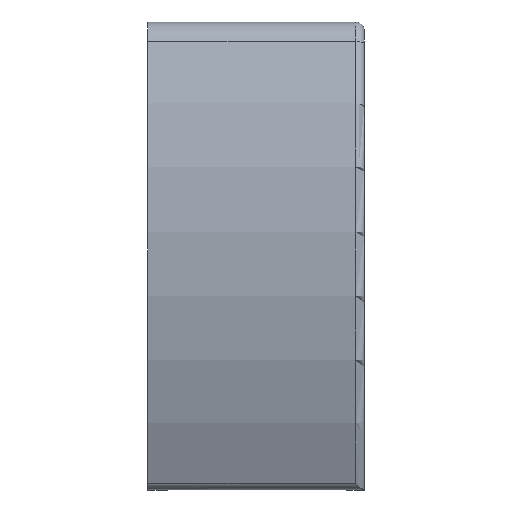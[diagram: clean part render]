
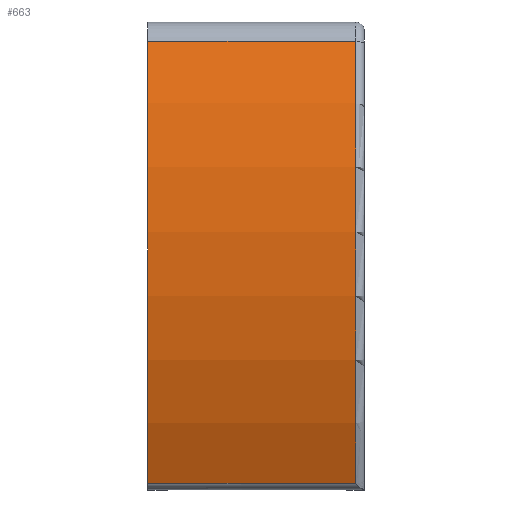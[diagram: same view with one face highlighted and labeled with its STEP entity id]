
A CAD part, top view. The second image highlights one B-rep face of the part: STEP entity #663.
In plain terms, the highlighted cylindrical face has radius 100 mm (diameter 200 mm), a partial arc.
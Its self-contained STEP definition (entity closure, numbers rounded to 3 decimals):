
#64=FACE_OUTER_BOUND('',#108,.T.);
#108=EDGE_LOOP('',(#540,#541,#542,#543));
#156=CIRCLE('',#728,100.);
#159=CIRCLE('',#733,100.);
#201=LINE('',#1114,#253);
#206=LINE('',#1137,#258);
#253=VECTOR('',#871,10.);
#258=VECTOR('',#900,1.);
#317=VERTEX_POINT('',#1100);
#318=VERTEX_POINT('',#1113);
#322=VERTEX_POINT('',#1127);
#324=VERTEX_POINT('',#1135);
#392=EDGE_CURVE('',#318,#317,#201,.T.);
#400=EDGE_CURVE('',#322,#318,#156,.F.);
#404=EDGE_CURVE('',#317,#324,#159,.T.);
#405=EDGE_CURVE('',#322,#324,#206,.T.);
#540=ORIENTED_EDGE('',*,*,#392,.T.);
#541=ORIENTED_EDGE('',*,*,#404,.T.);
#542=ORIENTED_EDGE('',*,*,#405,.F.);
#543=ORIENTED_EDGE('',*,*,#400,.T.);
#637=CYLINDRICAL_SURFACE('',#732,100.);
#663=ADVANCED_FACE('',(#64),#637,.T.);
#728=AXIS2_PLACEMENT_3D('',#1128,#887,#888);
#732=AXIS2_PLACEMENT_3D('',#1134,#896,#897);
#733=AXIS2_PLACEMENT_3D('',#1136,#898,#899);
#871=DIRECTION('',(1.,0.,0.));
#887=DIRECTION('center_axis',(-1.,0.,0.));
#888=DIRECTION('ref_axis',(0.,-0.431,0.902));
#896=DIRECTION('center_axis',(-1.,0.,0.));
#897=DIRECTION('ref_axis',(0.,-0.431,0.902));
#898=DIRECTION('center_axis',(-1.,0.,0.));
#899=DIRECTION('ref_axis',(0.,-1.,0.));
#900=DIRECTION('',(1.,0.,0.));
#1100=CARTESIAN_POINT('',(36.5,1.161,0.546));
#1113=CARTESIAN_POINT('',(1.,1.161,0.546));
#1114=CARTESIAN_POINT('',(19.,1.161,0.546));
#1127=CARTESIAN_POINT('',(1.,76.575,4.));
#1128=CARTESIAN_POINT('Origin',(1.,43.106,-90.233));
#1134=CARTESIAN_POINT('Origin',(19.,43.106,-90.233));
#1135=CARTESIAN_POINT('',(36.5,76.575,4.));
#1136=CARTESIAN_POINT('Origin',(36.5,43.106,-90.233));
#1137=CARTESIAN_POINT('',(19.,76.575,4.));
